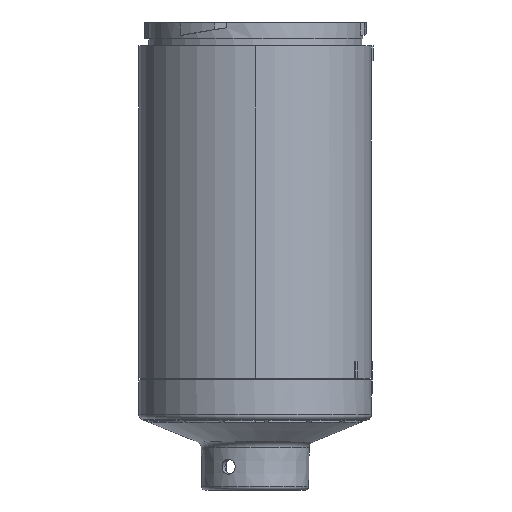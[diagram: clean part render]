
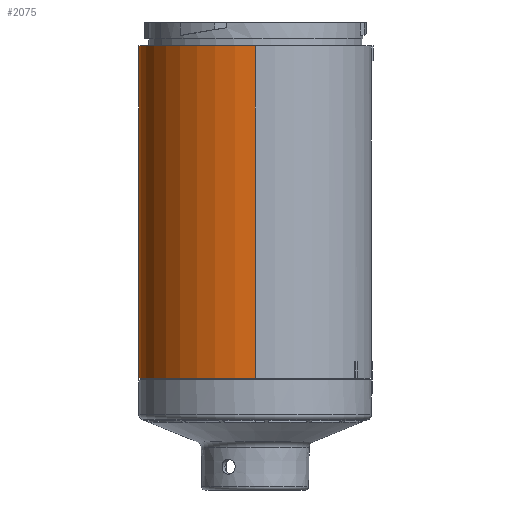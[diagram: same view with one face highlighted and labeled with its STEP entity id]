
A CAD part, left-side view. The second image highlights one B-rep face of the part: STEP entity #2075.
In plain terms, the highlighted cylindrical face has radius 35 mm (diameter 70 mm), a partial arc.
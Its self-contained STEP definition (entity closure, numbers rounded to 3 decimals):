
#2075 = ADVANCED_FACE ( 'NONE', ( #15082 ), #10976, .T. ) ;
#3162 = CARTESIAN_POINT ( 'NONE',  ( 35., 0., 60. ) ) ;
#3193 = LINE ( 'NONE', #21386, #5979 ) ;
#3851 = CARTESIAN_POINT ( 'NONE',  ( -35., 0., 21. ) ) ;
#3862 = AXIS2_PLACEMENT_3D ( 'NONE', #12207, #24036, #14177 ) ;
#5979 = VECTOR ( 'NONE', #9039, 1000. ) ;
#6338 = DIRECTION ( 'NONE',  ( 0., 0., 1. ) ) ;
#9036 = CARTESIAN_POINT ( 'NONE',  ( 35., 0., -40. ) ) ;
#9039 = DIRECTION ( 'NONE',  ( 0., 0., -1. ) ) ;
#9978 = CARTESIAN_POINT ( 'NONE',  ( -35., 0., 60. ) ) ;
#10213 = VERTEX_POINT ( 'NONE', #12840 ) ;
#10976 = CYLINDRICAL_SURFACE ( 'NONE', #23718, 35. ) ;
#11555 = ORIENTED_EDGE ( 'NONE', *, *, #23155, .T. ) ;
#12207 = CARTESIAN_POINT ( 'NONE',  ( 0., 0., -40. ) ) ;
#12840 = CARTESIAN_POINT ( 'NONE',  ( -35., 0., -40. ) ) ;
#12970 = DIRECTION ( 'NONE',  ( 1., 0., 0. ) ) ;
#13050 = EDGE_CURVE ( 'NONE', #16160, #15518, #17133, .T. ) ;
#13179 = ORIENTED_EDGE ( 'NONE', *, *, #23189, .F. ) ;
#13305 = AXIS2_PLACEMENT_3D ( 'NONE', #16281, #6338, #16430 ) ;
#14177 = DIRECTION ( 'NONE',  ( 1., 0., 0. ) ) ;
#15082 = FACE_OUTER_BOUND ( 'NONE', #25264, .T. ) ;
#15518 = VERTEX_POINT ( 'NONE', #9978 ) ;
#15815 = EDGE_CURVE ( 'NONE', #16160, #22034, #3193, .T. ) ;
#16160 = VERTEX_POINT ( 'NONE', #3162 ) ;
#16281 = CARTESIAN_POINT ( 'NONE',  ( 0., 0., 60. ) ) ;
#16430 = DIRECTION ( 'NONE',  ( 1., 0., 0. ) ) ;
#16698 = CARTESIAN_POINT ( 'NONE',  ( 0., 0., 21. ) ) ;
#16993 = CIRCLE ( 'NONE', #3862, 35. ) ;
#17133 = CIRCLE ( 'NONE', #13305, 35. ) ;
#18058 = DIRECTION ( 'NONE',  ( 0., 0., -1. ) ) ;
#18186 = LINE ( 'NONE', #3851, #21242 ) ;
#20522 = ORIENTED_EDGE ( 'NONE', *, *, #15815, .T. ) ;
#21225 = ORIENTED_EDGE ( 'NONE', *, *, #13050, .F. ) ;
#21242 = VECTOR ( 'NONE', #18058, 1000. ) ;
#21386 = CARTESIAN_POINT ( 'NONE',  ( 35., 0., 21. ) ) ;
#22034 = VERTEX_POINT ( 'NONE', #9036 ) ;
#22673 = DIRECTION ( 'NONE',  ( 0., 0., -1. ) ) ;
#23155 = EDGE_CURVE ( 'NONE', #22034, #10213, #16993, .T. ) ;
#23189 = EDGE_CURVE ( 'NONE', #15518, #10213, #18186, .T. ) ;
#23718 = AXIS2_PLACEMENT_3D ( 'NONE', #16698, #22673, #12970 ) ;
#24036 = DIRECTION ( 'NONE',  ( 0., 0., 1. ) ) ;
#25264 = EDGE_LOOP ( 'NONE', ( #13179, #21225, #20522, #11555 ) ) ;
